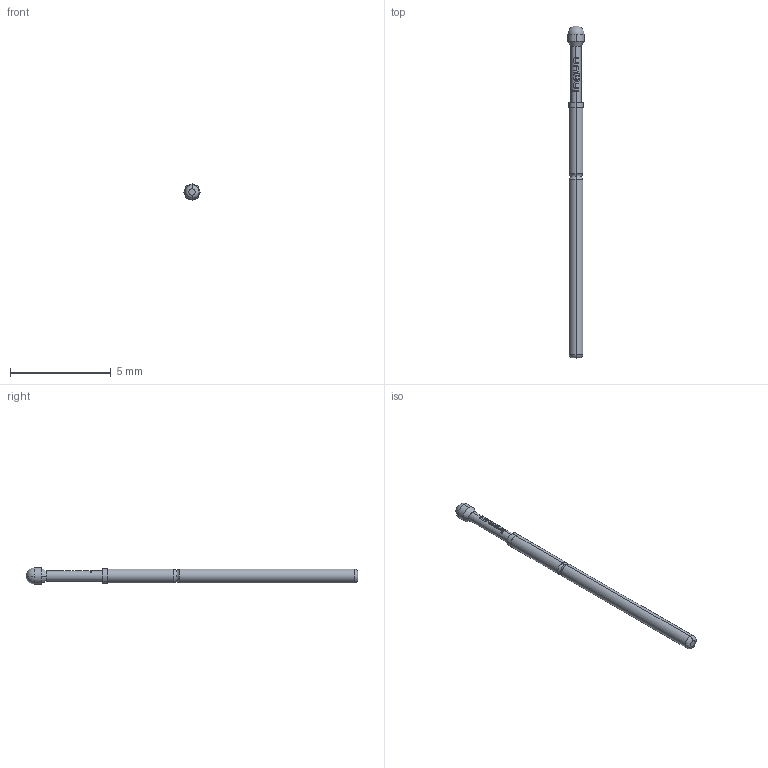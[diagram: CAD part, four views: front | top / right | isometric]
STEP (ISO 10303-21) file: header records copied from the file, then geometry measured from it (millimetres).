
FILE_DESCRIPTION (( 'STEP AP203' ), '1' );
FILE_NAME ('INGUN_GKS-069_305_080_A_xx00.STEP', '2021-09-20T06:35:03', ( 'ochi' ), ( '' ), 'SwSTEP 2.0', 'SolidWorks 2018', '' );
FILE_SCHEMA (( 'CONFIG_CONTROL_DESIGN' ));
Length unit declared in the file: millimetre
Products named in the file (1): INGUN_GKS-069_305_080_A_xx00
Bounding box: 0.8 x 16.5 x 0.8 mm (x, y, z)
Volume: 5.7 mm3; surface area: 35 mm2
Topology: 1 solids, 1 shells, 94 faces, 262 edges, 171 vertices
Faces by surface type: plane 33, cylinder 29, bspline 22, torus 6, sphere 2, cone 2
Entity records: 4368 total; most frequent: CARTESIAN_POINT 2301, ORIENTED_EDGE 520, EDGE_CURVE 260, DIRECTION 252, B_SPLINE_CURVE_WITH_KNOTS 192, VERTEX_POINT 171, AXIS2_PLACEMENT_3D 111, EDGE_LOOP 97
